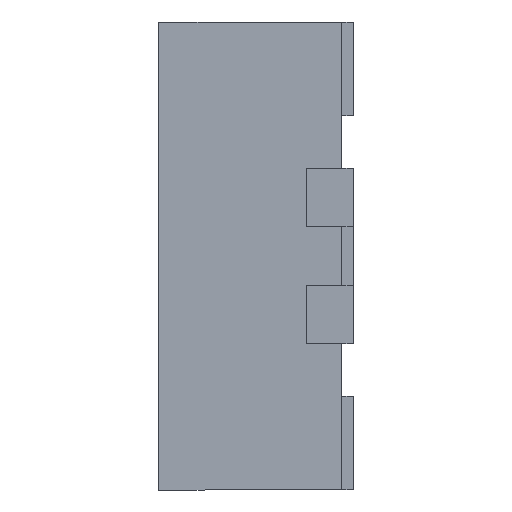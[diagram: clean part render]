
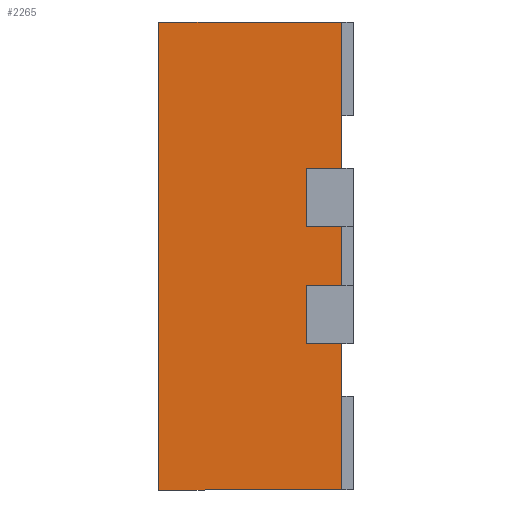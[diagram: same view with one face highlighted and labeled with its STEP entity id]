
A CAD part, left-side view. The second image highlights one B-rep face of the part: STEP entity #2265.
In plain terms, the highlighted planar face has unit normal (-1, 0, 0).
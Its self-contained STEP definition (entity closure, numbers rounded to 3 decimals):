
#8 = ORIENTED_EDGE ( 'NONE', *, *, #1310, .F. ) ;
#154 = LINE ( 'NONE', #2954, #2103 ) ;
#241 = CARTESIAN_POINT ( 'NONE',  ( -1., 0.2, 1. ) ) ;
#326 = DIRECTION ( 'NONE',  ( 0., 0., -1. ) ) ;
#330 = ORIENTED_EDGE ( 'NONE', *, *, #3064, .F. ) ;
#359 = CARTESIAN_POINT ( 'NONE',  ( -1., 0.05, 0.375 ) ) ;
#366 = ORIENTED_EDGE ( 'NONE', *, *, #2295, .F. ) ;
#394 = CARTESIAN_POINT ( 'NONE',  ( -1., 4.488, -1. ) ) ;
#596 = LINE ( 'NONE', #1240, #2851 ) ;
#605 = DIRECTION ( 'NONE',  ( 0., -1., 0. ) ) ;
#627 = VECTOR ( 'NONE', #1863, 1000. ) ;
#675 = LINE ( 'NONE', #3450, #3152 ) ;
#762 = CARTESIAN_POINT ( 'NONE',  ( -1., 0.05, 1. ) ) ;
#785 = EDGE_CURVE ( 'NONE', #3829, #3622, #950, .T. ) ;
#910 = CARTESIAN_POINT ( 'NONE',  ( -1., 0.83, -1. ) ) ;
#925 = CARTESIAN_POINT ( 'NONE',  ( -1., 0.05, -1. ) ) ;
#938 = ORIENTED_EDGE ( 'NONE', *, *, #4008, .F. ) ;
#950 = LINE ( 'NONE', #1494, #1862 ) ;
#1006 = VECTOR ( 'NONE', #2216, 1000. ) ;
#1008 = LINE ( 'NONE', #2501, #1767 ) ;
#1013 = EDGE_LOOP ( 'NONE', ( #8, #2336, #330, #938, #4018, #1687, #1418, #366, #1773, #1137, #3601, #2907 ) ) ;
#1020 = VERTEX_POINT ( 'NONE', #359 ) ;
#1045 = VECTOR ( 'NONE', #2349, 1000. ) ;
#1082 = EDGE_CURVE ( 'NONE', #3622, #3132, #154, .T. ) ;
#1086 = VERTEX_POINT ( 'NONE', #1696 ) ;
#1092 = CARTESIAN_POINT ( 'NONE',  ( -1., 0.2, 0.125 ) ) ;
#1137 = ORIENTED_EDGE ( 'NONE', *, *, #3643, .F. ) ;
#1232 = CARTESIAN_POINT ( 'NONE',  ( -1., 0.83, 1. ) ) ;
#1240 = CARTESIAN_POINT ( 'NONE',  ( -1., 4.488, 0.375 ) ) ;
#1310 = EDGE_CURVE ( 'NONE', #1086, #1020, #3894, .T. ) ;
#1317 = DIRECTION ( 'NONE',  ( 0., 0., -1. ) ) ;
#1418 = ORIENTED_EDGE ( 'NONE', *, *, #2473, .F. ) ;
#1494 = CARTESIAN_POINT ( 'NONE',  ( -1., 4.488, -0.375 ) ) ;
#1540 = EDGE_CURVE ( 'NONE', #1020, #3405, #596, .T. ) ;
#1612 = CARTESIAN_POINT ( 'NONE',  ( -1., 0.05, 1. ) ) ;
#1617 = EDGE_CURVE ( 'NONE', #1983, #2594, #3647, .T. ) ;
#1626 = LINE ( 'NONE', #3648, #2120 ) ;
#1657 = DIRECTION ( 'NONE',  ( 0., 1., 0. ) ) ;
#1687 = ORIENTED_EDGE ( 'NONE', *, *, #785, .F. ) ;
#1696 = CARTESIAN_POINT ( 'NONE',  ( -1., 0.05, 1. ) ) ;
#1767 = VECTOR ( 'NONE', #605, 1000. ) ;
#1773 = ORIENTED_EDGE ( 'NONE', *, *, #1617, .F. ) ;
#1862 = VECTOR ( 'NONE', #3077, 1000. ) ;
#1863 = DIRECTION ( 'NONE',  ( 0., 0., -1. ) ) ;
#1887 = DIRECTION ( 'NONE',  ( 0., 1., 0. ) ) ;
#1897 = CARTESIAN_POINT ( 'NONE',  ( -1., 0.05, -0.375 ) ) ;
#1926 = DIRECTION ( 'NONE',  ( 0., 0., 1. ) ) ;
#1940 = CARTESIAN_POINT ( 'NONE',  ( -1., 4.488, -0.125 ) ) ;
#1947 = VERTEX_POINT ( 'NONE', #1092 ) ;
#1980 = LINE ( 'NONE', #3443, #1006 ) ;
#1983 = VERTEX_POINT ( 'NONE', #3085 ) ;
#2103 = VECTOR ( 'NONE', #3563, 1000. ) ;
#2120 = VECTOR ( 'NONE', #2125, 1000. ) ;
#2125 = DIRECTION ( 'NONE',  ( 0., 1., 0. ) ) ;
#2216 = DIRECTION ( 'NONE',  ( 0., 0., -1. ) ) ;
#2265 = ADVANCED_FACE ( 'NONE', ( #2572 ), #3212, .F. ) ;
#2295 = EDGE_CURVE ( 'NONE', #2594, #3055, #2946, .T. ) ;
#2336 = ORIENTED_EDGE ( 'NONE', *, *, #3198, .T. ) ;
#2349 = DIRECTION ( 'NONE',  ( 0., 0., -1. ) ) ;
#2473 = EDGE_CURVE ( 'NONE', #3055, #3829, #2530, .T. ) ;
#2501 = CARTESIAN_POINT ( 'NONE',  ( -1., 4.488, 0.125 ) ) ;
#2530 = LINE ( 'NONE', #241, #627 ) ;
#2569 = DIRECTION ( 'NONE',  ( 0., 1., 0. ) ) ;
#2572 = FACE_OUTER_BOUND ( 'NONE', #1013, .T. ) ;
#2594 = VERTEX_POINT ( 'NONE', #3145 ) ;
#2704 = VECTOR ( 'NONE', #1657, 1000. ) ;
#2851 = VECTOR ( 'NONE', #1887, 1000. ) ;
#2856 = CARTESIAN_POINT ( 'NONE',  ( -1., 0.2, -0.125 ) ) ;
#2907 = ORIENTED_EDGE ( 'NONE', *, *, #1540, .F. ) ;
#2909 = VECTOR ( 'NONE', #2569, 1000. ) ;
#2925 = DIRECTION ( 'NONE',  ( 1., 0., 0. ) ) ;
#2946 = LINE ( 'NONE', #1940, #2704 ) ;
#2954 = CARTESIAN_POINT ( 'NONE',  ( -1., 0.05, 1. ) ) ;
#2958 = AXIS2_PLACEMENT_3D ( 'NONE', #3243, #2925, #1317 ) ;
#2978 = CARTESIAN_POINT ( 'NONE',  ( -1., 0.2, -0.375 ) ) ;
#3031 = VERTEX_POINT ( 'NONE', #910 ) ;
#3043 = LINE ( 'NONE', #394, #2909 ) ;
#3055 = VERTEX_POINT ( 'NONE', #2856 ) ;
#3063 = VERTEX_POINT ( 'NONE', #1232 ) ;
#3064 = EDGE_CURVE ( 'NONE', #3031, #3063, #675, .T. ) ;
#3077 = DIRECTION ( 'NONE',  ( 0., -1., 0. ) ) ;
#3085 = CARTESIAN_POINT ( 'NONE',  ( -1., 0.05, 0.125 ) ) ;
#3132 = VERTEX_POINT ( 'NONE', #925 ) ;
#3145 = CARTESIAN_POINT ( 'NONE',  ( -1., 0.05, -0.125 ) ) ;
#3152 = VECTOR ( 'NONE', #1926, 1000. ) ;
#3198 = EDGE_CURVE ( 'NONE', #1086, #3063, #1626, .T. ) ;
#3212 = PLANE ( 'NONE',  #2958 ) ;
#3243 = CARTESIAN_POINT ( 'NONE',  ( -1., 4.488, 1. ) ) ;
#3257 = CARTESIAN_POINT ( 'NONE',  ( -1., 0.2, 0.375 ) ) ;
#3405 = VERTEX_POINT ( 'NONE', #3257 ) ;
#3443 = CARTESIAN_POINT ( 'NONE',  ( -1., 0.2, 1. ) ) ;
#3450 = CARTESIAN_POINT ( 'NONE',  ( -1., 0.83, 0. ) ) ;
#3561 = VECTOR ( 'NONE', #326, 1000. ) ;
#3563 = DIRECTION ( 'NONE',  ( 0., 0., -1. ) ) ;
#3601 = ORIENTED_EDGE ( 'NONE', *, *, #3938, .F. ) ;
#3622 = VERTEX_POINT ( 'NONE', #1897 ) ;
#3643 = EDGE_CURVE ( 'NONE', #1947, #1983, #1008, .T. ) ;
#3647 = LINE ( 'NONE', #1612, #3561 ) ;
#3648 = CARTESIAN_POINT ( 'NONE',  ( -1., 4.488, 1. ) ) ;
#3829 = VERTEX_POINT ( 'NONE', #2978 ) ;
#3894 = LINE ( 'NONE', #762, #1045 ) ;
#3938 = EDGE_CURVE ( 'NONE', #3405, #1947, #1980, .T. ) ;
#4008 = EDGE_CURVE ( 'NONE', #3132, #3031, #3043, .T. ) ;
#4018 = ORIENTED_EDGE ( 'NONE', *, *, #1082, .F. ) ;
